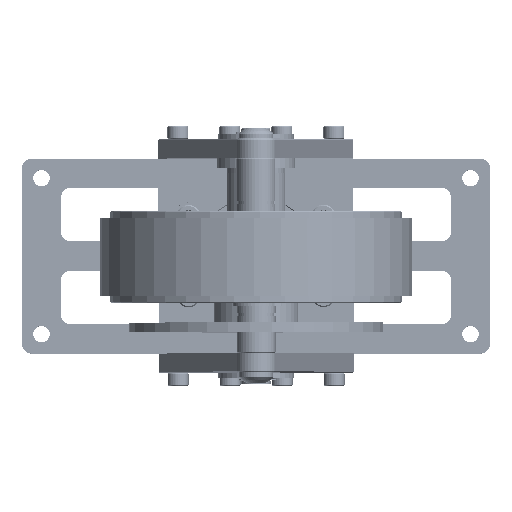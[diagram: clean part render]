
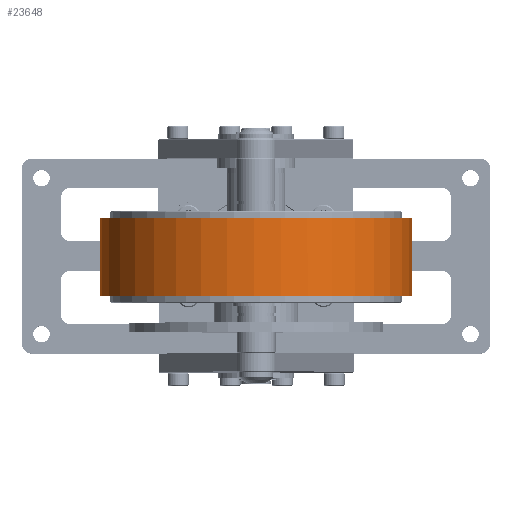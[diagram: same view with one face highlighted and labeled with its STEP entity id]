
A CAD part, top view. The second image highlights one B-rep face of the part: STEP entity #23648.
In plain terms, the highlighted cylindrical face has radius 50.8 mm (diameter 101.6 mm), a full revolution.
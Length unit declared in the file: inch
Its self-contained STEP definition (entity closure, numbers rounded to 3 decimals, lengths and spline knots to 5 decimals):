
#23621=CARTESIAN_POINT('',(0.0,0.0,0.0));
#23622=DIRECTION('',(0.0,0.0,1.0));
#23623=DIRECTION('',(-1.0,0.0,0.0));
#23624=AXIS2_PLACEMENT_3D('',#23621,#23622,#23623);
#23625=CYLINDRICAL_SURFACE('',#23624,2.0);
#23626=CARTESIAN_POINT('',(2.0,0.,1.0));
#23627=VERTEX_POINT('',#23626);
#23628=CARTESIAN_POINT('',(0.0,0.0,1.0));
#23629=DIRECTION('',(0.0,0.0,-1.0));
#23630=DIRECTION('',(-1.0,0.0,0.0));
#23631=AXIS2_PLACEMENT_3D('',#23628,#23629,#23630);
#23632=CIRCLE('',#23631,2.0);
#23633=EDGE_CURVE('',#23627,#23627,#23632,.T.);
#23634=ORIENTED_EDGE('',*,*,#23633,.T.);
#23635=EDGE_LOOP('',(#23634));
#23636=FACE_OUTER_BOUND('',#23635,.T.);
#23637=CARTESIAN_POINT('',(2.0,0.,0.0));
#23638=VERTEX_POINT('',#23637);
#23639=CARTESIAN_POINT('',(0.0,0.0,0.0));
#23640=DIRECTION('',(0.0,0.0,-1.0));
#23641=DIRECTION('',(-1.0,0.0,0.0));
#23642=AXIS2_PLACEMENT_3D('',#23639,#23640,#23641);
#23643=CIRCLE('',#23642,2.0);
#23644=EDGE_CURVE('',#23638,#23638,#23643,.T.);
#23645=ORIENTED_EDGE('',*,*,#23644,.F.);
#23646=EDGE_LOOP('',(#23645));
#23647=FACE_BOUND('',#23646,.T.);
#23648=ADVANCED_FACE('',(#23636,#23647),#23625,.T.);
